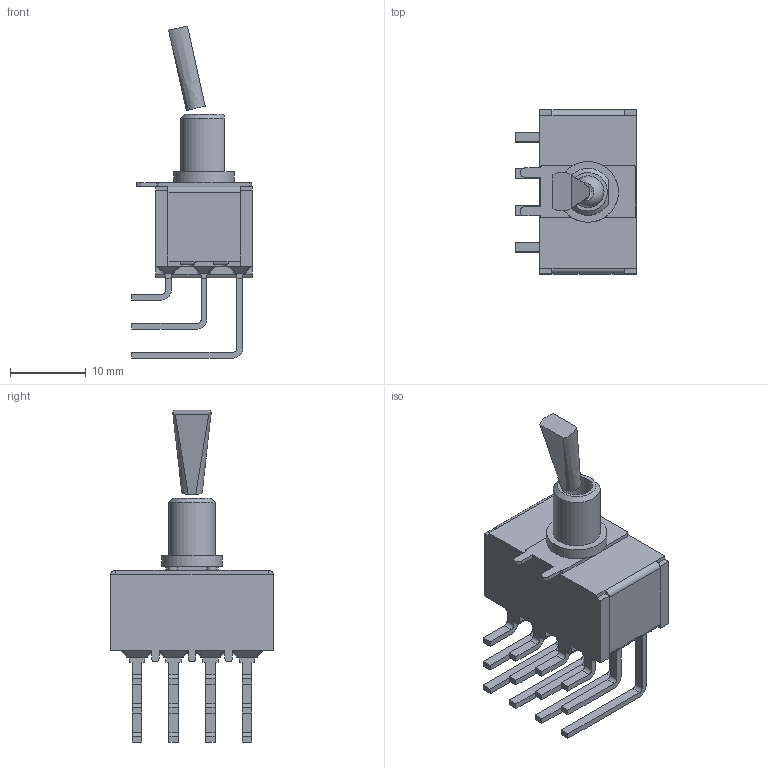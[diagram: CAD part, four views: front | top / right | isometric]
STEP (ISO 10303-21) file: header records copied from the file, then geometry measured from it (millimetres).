
FILE_DESCRIPTION(/* description */ (''),/* implementation_level */ '2;1');
FILE_NAME(/* name */ '1004PxT6B15M7xE.stp',/* time_stamp */ '2026-01-22T12:17:10-06:00',/* author */ ('jmeyers'),/* organization */ (''),/* preprocessor_version */ 'ST-DEVELOPER v18.1',/* originating_system */ 'Autodesk Inventor 2022',/* authorisation */ '');
FILE_SCHEMA (('AUTOMOTIVE_DESIGN { 1 0 10303 214 3 1 1 }'));
Length unit declared in the file: inch
Products named in the file (1): Part4
Bounding box: 15.88 x 21.59 x 43.71 mm (x, y, z)
Volume: 3591.3 mm3; surface area: 2725.6 mm2
Topology: 1 solids, 1 shells, 535 faces, 1407 edges, 841 vertices
Faces by surface type: plane 338, cylinder 143, sphere 50, cone 2, bspline 2
Full cylindrical faces by diameter (mm): 4.2 x2, 7.98 x1
Entity records: 15940 total; most frequent: CARTESIAN_POINT 2813, DIRECTION 2745, ORIENTED_EDGE 2716, EDGE_CURVE 1358, LINE 1029, VECTOR 1029, AXIS2_PLACEMENT_3D 858, VERTEX_POINT 841
